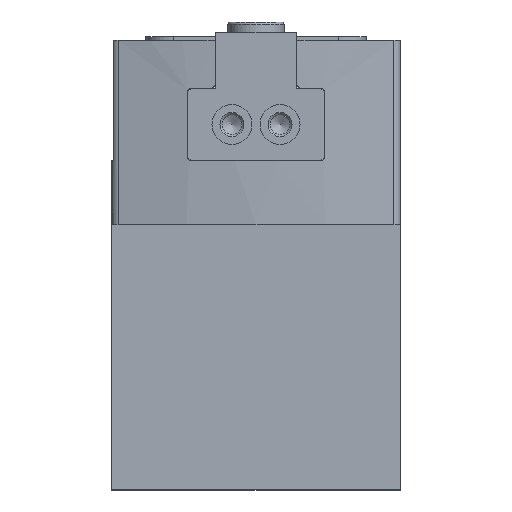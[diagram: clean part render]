
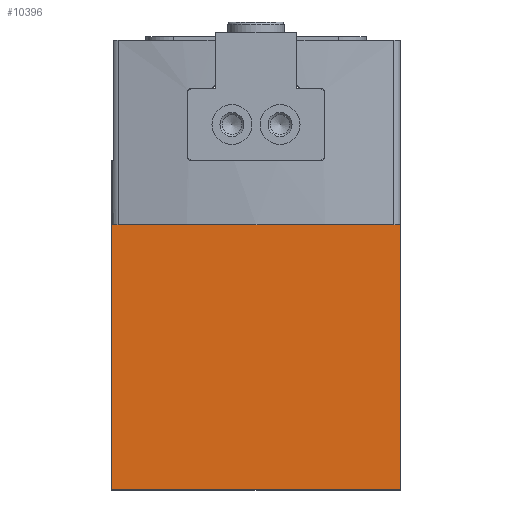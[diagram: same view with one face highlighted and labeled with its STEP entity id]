
A CAD part, top view. The second image highlights one B-rep face of the part: STEP entity #10396.
In plain terms, the highlighted planar face has unit normal (0, 0, 1).
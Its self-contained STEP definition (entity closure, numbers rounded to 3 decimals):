
#1315=ORIENTED_EDGE('',*,*,#3202,.T.);
#1316=ORIENTED_EDGE('',*,*,#3184,.F.);
#1317=ORIENTED_EDGE('',*,*,#3267,.F.);
#1318=ORIENTED_EDGE('',*,*,#3025,.T.);
#3025=EDGE_CURVE('',#3994,#3993,#4609,.T.);
#3184=EDGE_CURVE('',#4118,#4119,#4718,.T.);
#3202=EDGE_CURVE('',#3993,#4119,#4727,.T.);
#3267=EDGE_CURVE('',#3994,#4118,#4761,.T.);
#3993=VERTEX_POINT('',#14736);
#3994=VERTEX_POINT('',#14738);
#4118=VERTEX_POINT('',#15105);
#4119=VERTEX_POINT('',#15107);
#4609=LINE('',#14737,#5159);
#4718=LINE('',#15106,#5268);
#4727=LINE('',#15138,#5277);
#4761=LINE('',#15262,#5311);
#5159=VECTOR('',#12066,1000.);
#5268=VECTOR('',#12313,1000.);
#5277=VECTOR('',#12342,1000.);
#5311=VECTOR('',#12454,1000.);
#5797=EDGE_LOOP('',(#1315,#1316,#1317,#1318));
#6487=FACE_BOUND('',#5797,.T.);
#7097=PLANE('',#11083);
#10396=ADVANCED_FACE('',(#6487),#7097,.F.);
#11083=AXIS2_PLACEMENT_3D('',#15261,#12452,#12453);
#12066=DIRECTION('',(0.,-1.,0.));
#12313=DIRECTION('',(0.,-1.,0.));
#12342=DIRECTION('',(1.,0.,0.));
#12452=DIRECTION('',(0.,0.,-1.));
#12453=DIRECTION('',(-1.,0.,0.));
#12454=DIRECTION('',(1.,0.,0.));
#14736=CARTESIAN_POINT('',(-18.,0.,26.));
#14737=CARTESIAN_POINT('',(-18.,33.,26.));
#14738=CARTESIAN_POINT('',(-18.,33.,26.));
#15105=CARTESIAN_POINT('',(18.,33.,26.));
#15106=CARTESIAN_POINT('',(18.,33.,26.));
#15107=CARTESIAN_POINT('',(18.,0.,26.));
#15138=CARTESIAN_POINT('',(-18.,0.,26.));
#15261=CARTESIAN_POINT('',(-18.,33.,26.));
#15262=CARTESIAN_POINT('',(-18.,33.,26.));
